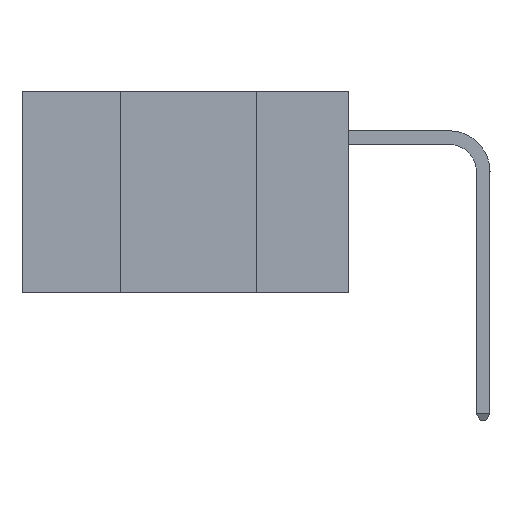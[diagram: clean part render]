
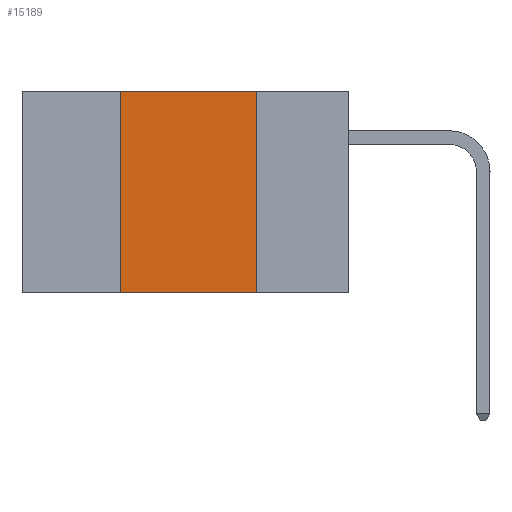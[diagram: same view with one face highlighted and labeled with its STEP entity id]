
A CAD part, left-side view. The second image highlights one B-rep face of the part: STEP entity #15189.
In plain terms, the highlighted planar face has unit normal (-1, 0, 0).
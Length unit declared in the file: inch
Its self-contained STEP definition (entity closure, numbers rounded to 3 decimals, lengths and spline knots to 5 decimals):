
#67 = CARTESIAN_POINT ( 'NONE',  ( 0., 0.17, -0.37 ) ) ;
#177 = DIRECTION ( 'NONE',  ( 1., 0., 0. ) ) ;
#1551 = CARTESIAN_POINT ( 'NONE',  ( 0., 0.6, -0.37 ) ) ;
#1848 = CARTESIAN_POINT ( 'NONE',  ( 0., 0.17, 0. ) ) ;
#3566 = VERTEX_POINT ( 'NONE', #18894 ) ;
#4079 = EDGE_CURVE ( 'NONE', #19585, #17632, #11722, .T. ) ;
#5268 = DIRECTION ( 'NONE',  ( 0., -1., 0. ) ) ;
#5770 = CARTESIAN_POINT ( 'NONE',  ( 0., 0.6, 0. ) ) ;
#6012 = VECTOR ( 'NONE', #13483, 39.37008 ) ;
#6803 = LINE ( 'NONE', #21426, #15660 ) ;
#8157 = VECTOR ( 'NONE', #9834, 39.37008 ) ;
#8340 = ORIENTED_EDGE ( 'NONE', *, *, #23469, .F. ) ;
#8637 = ORIENTED_EDGE ( 'NONE', *, *, #4079, .T. ) ;
#9834 = DIRECTION ( 'NONE',  ( 0., 0., -1. ) ) ;
#11722 = LINE ( 'NONE', #1551, #21122 ) ;
#12810 = FACE_OUTER_BOUND ( 'NONE', #19091, .T. ) ;
#13342 = ORIENTED_EDGE ( 'NONE', *, *, #19689, .F. ) ;
#13359 = DIRECTION ( 'NONE',  ( 0., 0., -1. ) ) ;
#13483 = DIRECTION ( 'NONE',  ( 0., -1., 0. ) ) ;
#14514 = ORIENTED_EDGE ( 'NONE', *, *, #20921, .F. ) ;
#15189 = ADVANCED_FACE ( 'NONE', ( #12810 ), #22720, .F. ) ;
#15660 = VECTOR ( 'NONE', #23320, 39.37008 ) ;
#16051 = LINE ( 'NONE', #17280, #6012 ) ;
#17280 = CARTESIAN_POINT ( 'NONE',  ( 0., 0.6, 0. ) ) ;
#17632 = VERTEX_POINT ( 'NONE', #67 ) ;
#18792 = AXIS2_PLACEMENT_3D ( 'NONE', #5770, #177, #13359 ) ;
#18894 = CARTESIAN_POINT ( 'NONE',  ( 0., 0.42, 0. ) ) ;
#18955 = VERTEX_POINT ( 'NONE', #1848 ) ;
#19091 = EDGE_LOOP ( 'NONE', ( #13342, #14514, #8340, #8637 ) ) ;
#19196 = CARTESIAN_POINT ( 'NONE',  ( 0., 0.17, 0. ) ) ;
#19585 = VERTEX_POINT ( 'NONE', #22656 ) ;
#19689 = EDGE_CURVE ( 'NONE', #18955, #17632, #23143, .T. ) ;
#20921 = EDGE_CURVE ( 'NONE', #3566, #18955, #16051, .T. ) ;
#21122 = VECTOR ( 'NONE', #5268, 39.37008 ) ;
#21426 = CARTESIAN_POINT ( 'NONE',  ( 0., 0.42, 0. ) ) ;
#22656 = CARTESIAN_POINT ( 'NONE',  ( 0., 0.42, -0.37 ) ) ;
#22720 = PLANE ( 'NONE',  #18792 ) ;
#23143 = LINE ( 'NONE', #19196, #8157 ) ;
#23320 = DIRECTION ( 'NONE',  ( 0., 0., 1. ) ) ;
#23469 = EDGE_CURVE ( 'NONE', #19585, #3566, #6803, .T. ) ;
